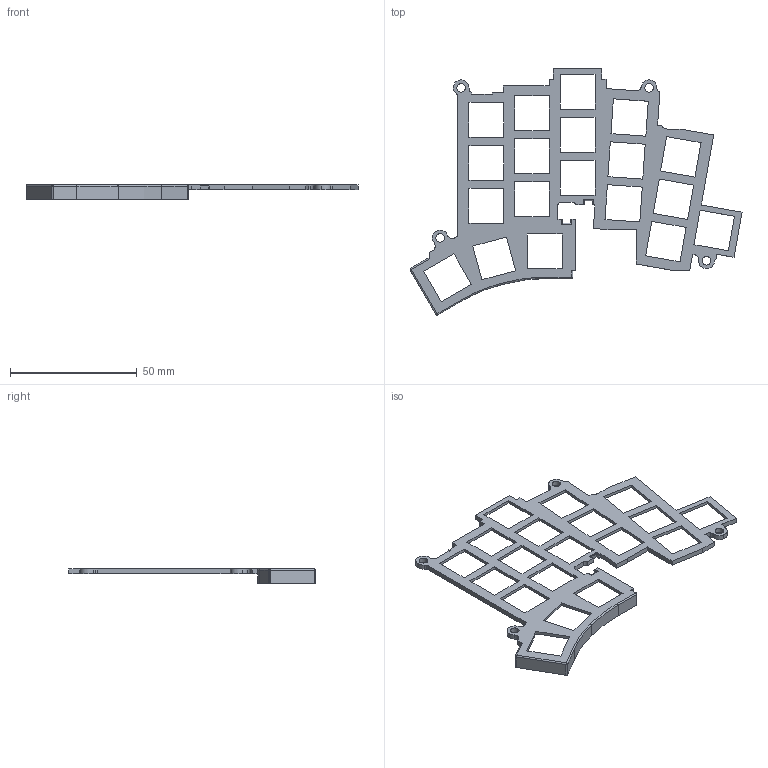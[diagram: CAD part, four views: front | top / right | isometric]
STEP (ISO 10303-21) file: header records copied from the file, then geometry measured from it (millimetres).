
FILE_DESCRIPTION (( 'STEP AP214' ), '1' );
FILE_NAME ('totem_ble_no_logo-right_plate.STEP', '2024-11-19T09:13:10', ( '' ), ( '' ), 'SwSTEP 2.0', 'SolidWorks 2024', '' );
FILE_SCHEMA (( 'AUTOMOTIVE_DESIGN' ));
Length unit declared in the file: millimetre
Products named in the file (1): totem_ble_no_logo-right_plate
Bounding box: 131.11 x 97.31 x 5.65 mm (x, y, z)
Volume: 6598.1 mm3; surface area: 11156.4 mm2
Topology: 1 solids, 1 shells, 305 faces, 835 edges, 549 vertices
Faces by surface type: plane 241, cylinder 55, bspline 6, sphere 3
Entity records: 9759 total; most frequent: CARTESIAN_POINT 1900, ORIENTED_EDGE 1664, DIRECTION 1505, EDGE_CURVE 832, LINE 719, VECTOR 719, VERTEX_POINT 548, AXIS2_PLACEMENT_3D 393
